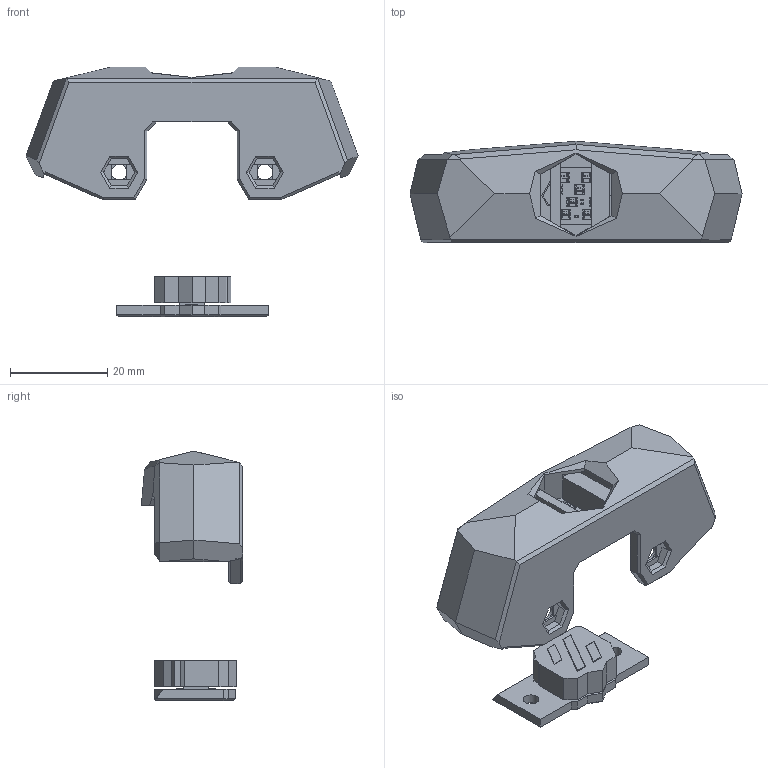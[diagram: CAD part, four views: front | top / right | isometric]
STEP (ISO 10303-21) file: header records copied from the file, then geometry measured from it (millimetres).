
FILE_DESCRIPTION(/* description */ (''),/* implementation_level */ '2;1');
FILE_NAME(/* name */ 'stealth_bumper_kirigami.step',/* time_stamp */ '2023-12-30T13:36:56-05:00',/* author */ (''),/* organization */ (''),/* preprocessor_version */ 'ST-DEVELOPER v20',/* originating_system */ 'Autodesk Translation Framework v12.14.0.127',/* authorisation */ '');
FILE_SCHEMA (('AUTOMOTIVE_DESIGN { 1 0 10303 214 3 1 1 }'));
Length unit declared in the file: millimetre
Products named in the file (22): (Unsaved); RainbowBarfCarrier; RGBW_LED_circular_panel_for_Stealthburner-2 v3; C_0402_1005Metric; SOLID (1); R_0402_1005Metric; SOLID (2); LED_WS2812_2020; SOLID; LED_WS2812_2020 (1); LED_WS2812_2020 (2); LED_WS2812_2020 (3); LED_WS2812_2020 (4); LED_WS2812_2020 (5); LED_WS2812_2020 (6); LED_WS2812_2020 (7); COMPOUND; NeopixelCarrier; rgbw_led_pcb; [o]_stealthburner_LED_diffuser-mask-beta1 (1); [c]_stealthburner_LED_diffuser-beta3; [a]_main_body
Assembly tree (28 placements, depth 5):
  (Unsaved)
    RainbowBarfCarrier
      RGBW_LED_circular_panel_for_Stealthburner-2 v3
        C_0402_1005Metric
          SOLID (1)
        R_0402_1005Metric
          SOLID (2)
        LED_WS2812_2020
          COMPOUND
        SOLID
        LED_WS2812_2020 (1)
          COMPOUND
        LED_WS2812_2020 (2)
          COMPOUND
        LED_WS2812_2020 (3)
          COMPOUND
        LED_WS2812_2020 (4)
          COMPOUND
        LED_WS2812_2020 (5)
          COMPOUND
        LED_WS2812_2020 (6)
          COMPOUND
        LED_WS2812_2020 (7)
          COMPOUND
    NeopixelCarrier
      rgbw_led_pcb
    [o]_stealthburner_LED_diffuser-mask-beta1 (1)
      [c]_stealthburner_LED_diffuser-beta3
    [a]_main_body
Bounding box: 68.16 x 20.79 x 51.25 mm (x, y, z)
Volume: 13883 mm3; surface area: 10823.8 mm2
Topology: 35 solids, 35 shells, 1355 faces, 3608 edges, 2375 vertices
Faces by surface type: plane 1154, cylinder 147, cone 54
Full cylindrical faces by diameter (mm): 1.85 x8, 3.2 x6, 3.8 x1, 4.7 x2, 9.5 x2
Entity records: 22128 total; most frequent: CARTESIAN_POINT 3869, ORIENTED_EDGE 3672, DIRECTION 3572, EDGE_CURVE 1836, LINE 1580, VECTOR 1580, VERTEX_POINT 1199, AXIS2_PLACEMENT_3D 996
